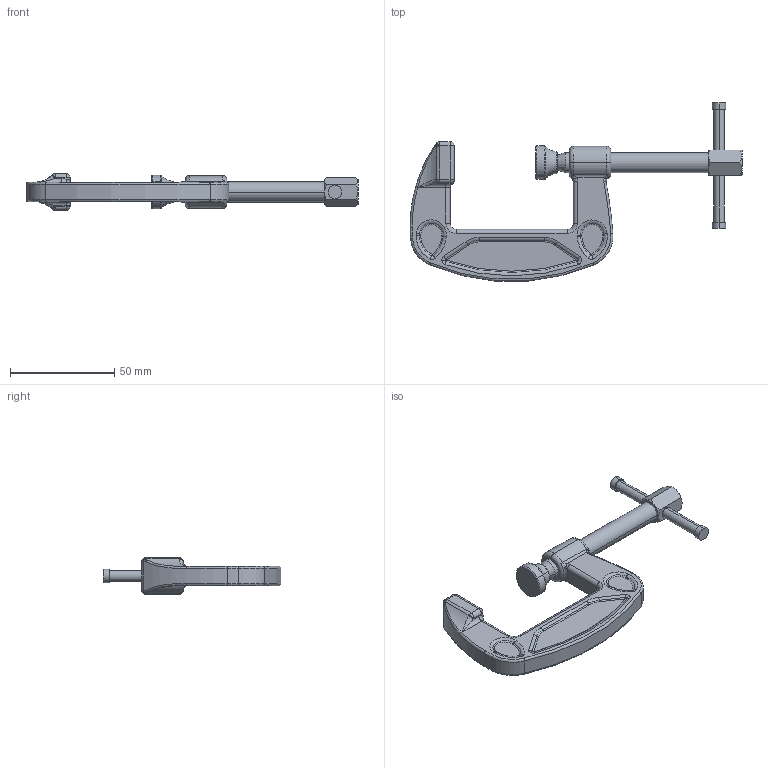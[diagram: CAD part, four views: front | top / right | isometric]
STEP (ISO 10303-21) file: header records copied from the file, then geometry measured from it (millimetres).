
FILE_DESCRIPTION (( 'STEP AP203' ), '1' );
FILE_NAME ('GH-M38.STEP', '2012-04-06T09:00:23', ( 'user' ), ( '' ), 'SwSTEP 2.0', 'SolidWorks 2008', '' );
FILE_SCHEMA (( 'CONFIG_CONTROL_DESIGN' ));
Length unit declared in the file: millimetre
Products named in the file (5): GH-M38; 4m2559_預設; m2501_預設; 4m3870_預設; 4m3813_預設
Assembly tree (4 placements, depth 2):
  GH-M38
    m2501_預設
    4m3813_預設
    4m2559_預設
    4m3870_預設
Bounding box: 158.87 x 85.17 x 17.6 mm (x, y, z)
Volume: 41254.2 mm3; surface area: 16203.5 mm2
Topology: 4 solids, 4 shells, 189 faces, 436 edges, 246 vertices
Faces by surface type: torus 60, cylinder 56, plane 31, bspline 21, sphere 15, cone 6
Entity records: 6562 total; most frequent: CARTESIAN_POINT 1877, DIRECTION 970, ORIENTED_EDGE 834, AXIS2_PLACEMENT_3D 438, EDGE_CURVE 417, CIRCLE 263, VERTEX_POINT 243, EDGE_LOOP 200
